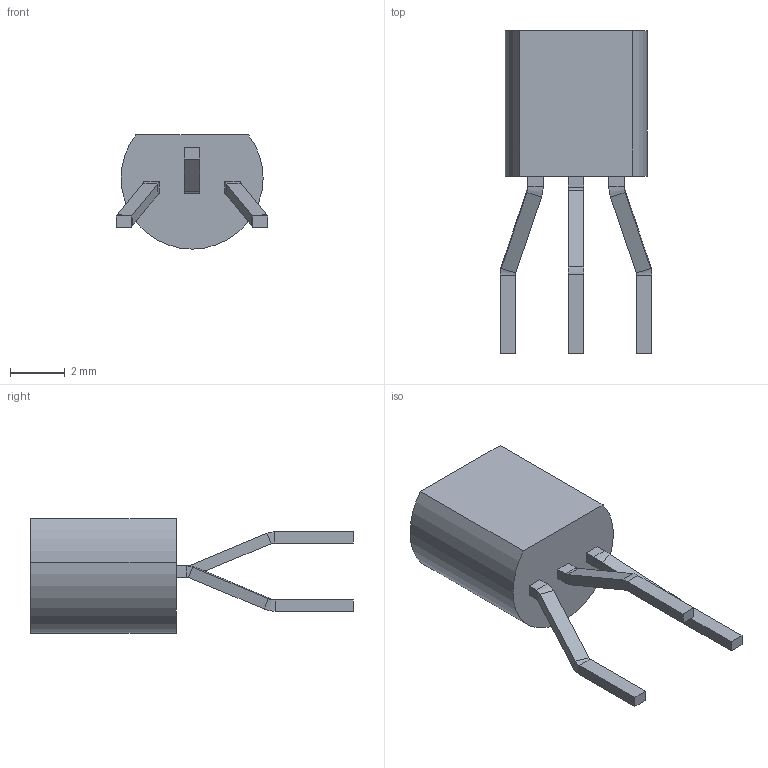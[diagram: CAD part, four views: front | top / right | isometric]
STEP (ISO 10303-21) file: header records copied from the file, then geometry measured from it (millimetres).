
FILE_DESCRIPTION (( 'STEP AP214' ), '1' );
FILE_NAME ('TO-92-Form_B.STP', '2019-06-11T11:29:10', ( '' ), ( '' ), 'SwSTEP 2.0', 'SolidWorks 2015', '' );
FILE_SCHEMA (( 'AUTOMOTIVE_DESIGN' ));
Length unit declared in the file: millimetre
Products named in the file (1): TO-92-Form_B
Bounding box: 5.56 x 11.84 x 4.19 mm (x, y, z)
Volume: 102.8 mm3; surface area: 161.9 mm2
Topology: 4 solids, 4 shells, 72 faces, 144 edges, 80 vertices
Faces by surface type: plane 49, cone 16, cylinder 7
Entity records: 2647 total; most frequent: DIRECTION 320, CARTESIAN_POINT 297, ORIENTED_EDGE 288, EDGE_CURVE 144, LINE 114, VECTOR 114, AXIS2_PLACEMENT_3D 103, VERTEX_POINT 80
